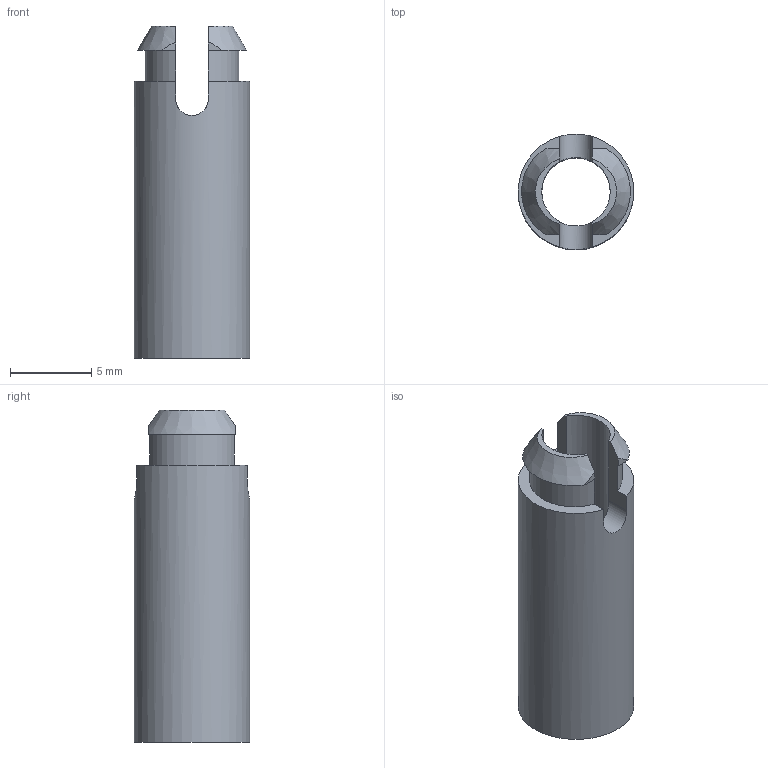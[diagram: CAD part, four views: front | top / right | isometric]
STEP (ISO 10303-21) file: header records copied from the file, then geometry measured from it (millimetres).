
FILE_DESCRIPTION(/* description */ ('Unknown'),/* implementation_level */ '2;1');
FILE_NAME(/* name */ '702943500',/* time_stamp */ '2019-01-18T13:55:45+01:00',/* author */ ('Unknown'),/* organization */ ('Unknown'),/* preprocessor_version */ 'ST-DEVELOPER v16.7',/* originating_system */ 'DEX',/* authorisation */ $);
FILE_SCHEMA (('AUTOMOTIVE_DESIGN {1 0 10303 214 3 1 1}'));
Length unit declared in the file: millimetre
Products named in the file (1): 702943500
Bounding box: 7.1 x 7.1 x 20.4 mm (x, y, z)
Volume: 455.4 mm3; surface area: 739.9 mm2
Topology: 1 solids, 1 shells, 23 faces, 66 edges, 44 vertices
Faces by surface type: plane 15, cylinder 6, bspline 2
Full cylindrical faces by diameter (mm): 4.2 x1, 7.1 x1
Entity records: 916 total; most frequent: CARTESIAN_POINT 306, ORIENTED_EDGE 124, DIRECTION 112, EDGE_CURVE 62, VERTEX_POINT 42, LINE 40, VECTOR 40, AXIS2_PLACEMENT_3D 36
